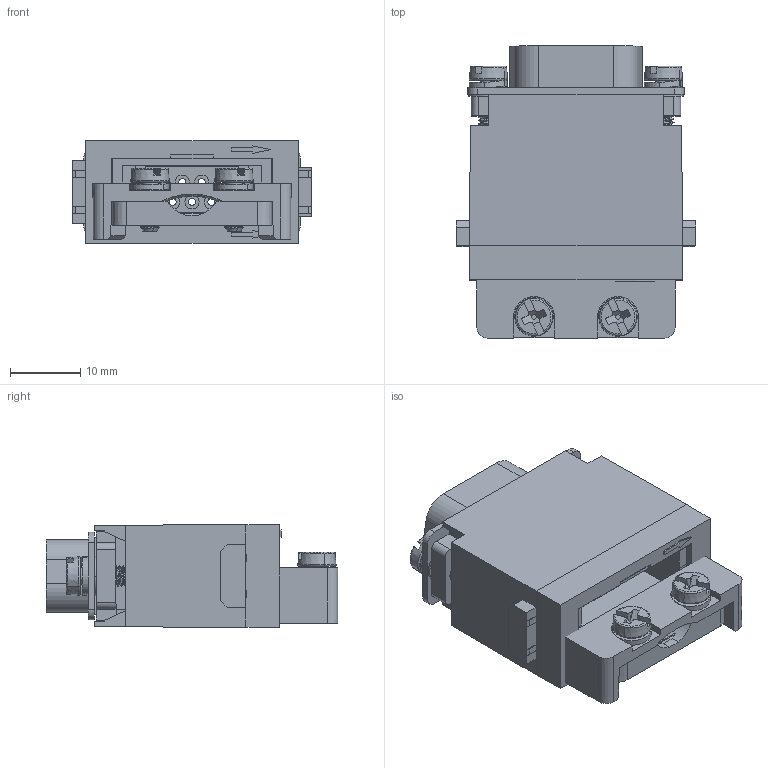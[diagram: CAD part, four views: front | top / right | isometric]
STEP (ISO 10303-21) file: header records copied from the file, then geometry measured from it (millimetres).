
FILE_DESCRIPTION((''),'2;1');
FILE_NAME('ASM0004_ASM','2022-08-10T',('yp.zhu'),(''),'PRO/ENGINEER BY PARAMETRIC TECHNOLOGY CORPORATION, 2012480','PRO/ENGINEER BY PARAMETRIC TECHNOLOGY CORPORATION, 2012480','');
FILE_SCHEMA(('CONFIG_CONTROL_DESIGN'));
Length unit declared in the file: millimetre
Products named in the file (10): MANIFOLD_SOLID_BREP_31542_1; MANIFOLD_SOLID_BREP_34644_1; MANIFOLD_SOLID_BREP_35270_1; MANIFOLD_SOLID_BREP_31397_ASM_1_ASM; ___8_1; HMDS_2_C_STP_1; ASM0001_ASM_1_ASM; HMDS_2_ASM_1_ASM; ASM0005_ASM; ASM0004_ASM
Assembly tree (9 placements, depth 5):
  ASM0004_ASM
    ASM0005_ASM
      MANIFOLD_SOLID_BREP_31397_ASM_1_ASM
        MANIFOLD_SOLID_BREP_31542_1
        MANIFOLD_SOLID_BREP_34644_1
        MANIFOLD_SOLID_BREP_35270_1
      HMDS_2_ASM_1_ASM
        ASM0001_ASM_1_ASM
          ___8_1
          HMDS_2_C_STP_1
Bounding box: 34.2 x 41.7 x 14.65 mm (x, y, z)
Volume: 11590 mm3; surface area: 17687.8 mm2
Topology: 5 solids, 5 shells, 811 faces, 2378 edges, 1594 vertices
Faces by surface type: plane 426, cylinder 233, cone 66, bspline 52, torus 18, extrusion 16
Entity records: 38831 total; most frequent: CARTESIAN_POINT 18071, ORIENTED_EDGE 4756, DIRECTION 3610, EDGE_CURVE 2378, VERTEX_POINT 1594, VECTOR 1356, LINE 1340, AXIS2_PLACEMENT_3D 1127
